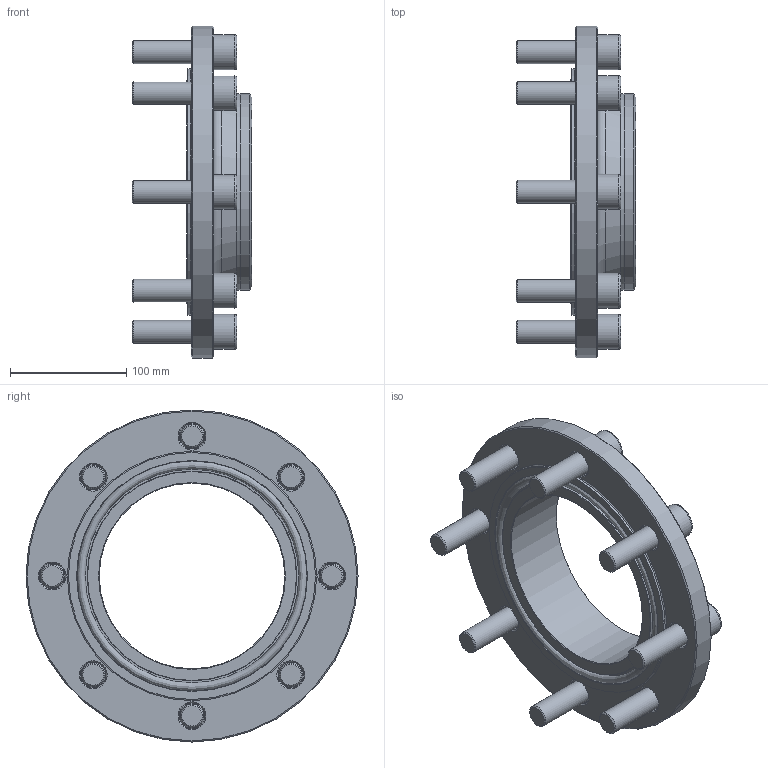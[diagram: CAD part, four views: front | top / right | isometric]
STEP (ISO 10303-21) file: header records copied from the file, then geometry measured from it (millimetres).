
FILE_DESCRIPTION(/* description */ (''),/* implementation_level */ '2;1');
FILE_NAME(/* name */ 'DFA150.stp',/* time_stamp */ '2025-01-16T06:07:02+01:00',/* author */ (''),/* organization */ (''),/* preprocessor_version */ 'ST-DEVELOPER v16',/* originating_system */ 'SIEMENS PLM Software NX 10.0',/* authorisation */ '');
FILE_SCHEMA (('AP203_CONFIGURATION_CONTROLLED_3D_DESIGN_OF_MECHANICAL_PARTS_AND_ASSEMBLIES_MIM_LF { 1 0 10303 403 2 1 2}'));
Length unit declared in the file: millimetre
Products named in the file (1): lwes44602A4F5zk1
Bounding box: 103 x 285 x 285 mm (x, y, z)
Volume: 1193816.1 mm3; surface area: 234207.3 mm2
Topology: 10 solids, 10 shells, 279 faces, 557 edges, 308 vertices
Faces by surface type: plane 126, cone 93, cylinder 30, torus 29, revolution 1
Full cylindrical faces by diameter (mm): 19.623 x8, 22 x8, 30 x8, 159.3 x1, 168.3 x1, 180.01 x1, 197.5 x1, 212 x1, 285 x1
Entity records: 6460 total; most frequent: CARTESIAN_POINT 1214, DIRECTION 1149, ORIENTED_EDGE 828, AXIS2_PLACEMENT_3D 502, EDGE_CURVE 414, EDGE_LOOP 412, ADVANCED_FACE 279, VERTEX_POINT 279
